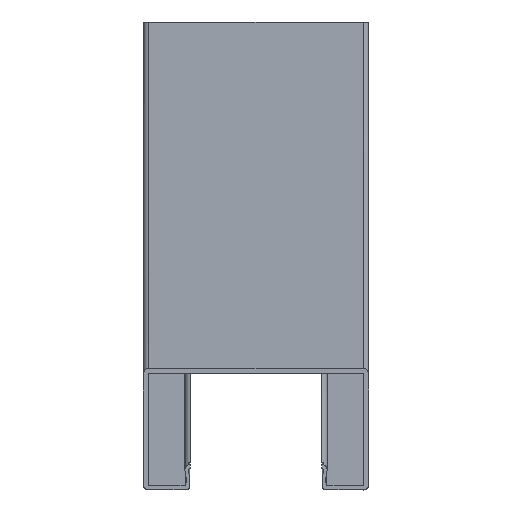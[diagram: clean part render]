
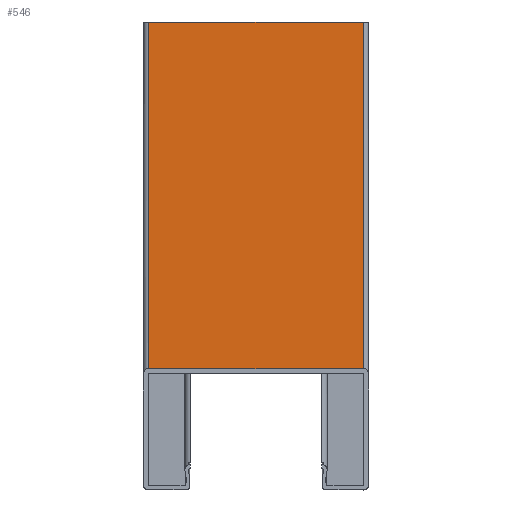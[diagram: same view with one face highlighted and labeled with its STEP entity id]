
A CAD part, front view. The second image highlights one B-rep face of the part: STEP entity #546.
In plain terms, the highlighted planar face has unit normal (0, -1, 0).
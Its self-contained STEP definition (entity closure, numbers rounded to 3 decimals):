
#89 = LINE ( 'NONE', #1087, #92 ) ;
#91 = DIRECTION ( 'NONE',  ( 1., 0., 0. ) ) ;
#92 = VECTOR ( 'NONE', #91, 1000. ) ;
#237 = CARTESIAN_POINT ( 'NONE',  ( -62., -70., 270. ) ) ;
#362 = VECTOR ( 'NONE', #1871, 1000. ) ;
#363 = VECTOR ( 'NONE', #832, 1000. ) ;
#366 = FACE_OUTER_BOUND ( 'NONE', #749, .T. ) ;
#368 = LINE ( 'NONE', #1870, #362 ) ;
#466 = CARTESIAN_POINT ( 'NONE',  ( 62., -70., 70. ) ) ;
#508 = EDGE_CURVE ( 'NONE', #1844, #1529, #368, .T. ) ;
#546 = ADVANCED_FACE ( 'NONE', ( #366 ), #1840, .F. ) ;
#669 = AXIS2_PLACEMENT_3D ( 'NONE', #1842, #1837, #1834 ) ;
#679 = CARTESIAN_POINT ( 'NONE',  ( 62., -70., 270. ) ) ;
#691 = DIRECTION ( 'NONE',  ( 0., 0., -1. ) ) ;
#749 = EDGE_LOOP ( 'NONE', ( #1124, #1132, #1136, #1140 ) ) ;
#765 = CARTESIAN_POINT ( 'NONE',  ( 62., -70., 270. ) ) ;
#816 = CARTESIAN_POINT ( 'NONE',  ( -62., -70., 70. ) ) ;
#832 = DIRECTION ( 'NONE',  ( 0., 0., -1. ) ) ;
#846 = CARTESIAN_POINT ( 'NONE',  ( -62., -70., 270. ) ) ;
#1087 = CARTESIAN_POINT ( 'NONE',  ( -65., -70., 70. ) ) ;
#1124 = ORIENTED_EDGE ( 'NONE', *, *, #1505, .T. ) ;
#1132 = ORIENTED_EDGE ( 'NONE', *, *, #1381, .T. ) ;
#1136 = ORIENTED_EDGE ( 'NONE', *, *, #1580, .F. ) ;
#1140 = ORIENTED_EDGE ( 'NONE', *, *, #508, .F. ) ;
#1381 = EDGE_CURVE ( 'NONE', #1511, #1727, #89, .T. ) ;
#1476 = VECTOR ( 'NONE', #691, 1000. ) ;
#1505 = EDGE_CURVE ( 'NONE', #1844, #1511, #1787, .T. ) ;
#1511 = VERTEX_POINT ( 'NONE', #816 ) ;
#1529 = VERTEX_POINT ( 'NONE', #765 ) ;
#1580 = EDGE_CURVE ( 'NONE', #1529, #1727, #1644, .T. ) ;
#1644 = LINE ( 'NONE', #679, #1476 ) ;
#1727 = VERTEX_POINT ( 'NONE', #466 ) ;
#1787 = LINE ( 'NONE', #846, #363 ) ;
#1834 = DIRECTION ( 'NONE',  ( 0., 0., 1. ) ) ;
#1837 = DIRECTION ( 'NONE',  ( 0., 1., 0. ) ) ;
#1840 = PLANE ( 'NONE',  #669 ) ;
#1842 = CARTESIAN_POINT ( 'NONE',  ( -62., -70., 270. ) ) ;
#1844 = VERTEX_POINT ( 'NONE', #237 ) ;
#1870 = CARTESIAN_POINT ( 'NONE',  ( -62., -70., 270. ) ) ;
#1871 = DIRECTION ( 'NONE',  ( 1., 0., 0. ) ) ;
